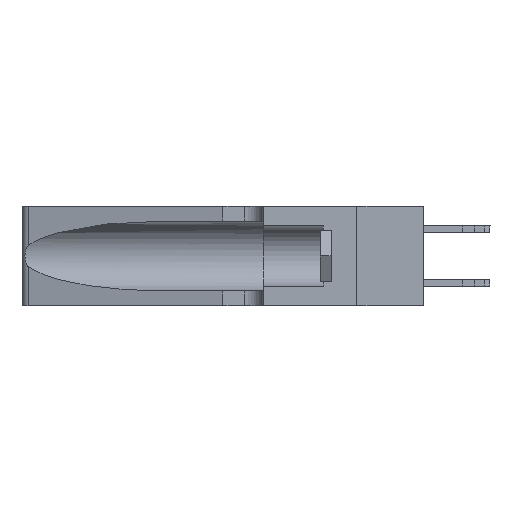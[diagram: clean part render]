
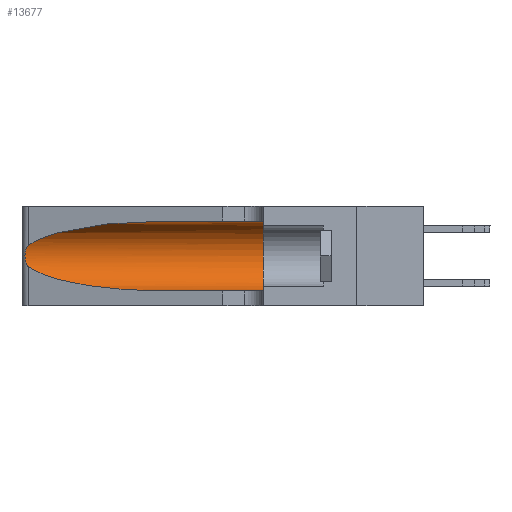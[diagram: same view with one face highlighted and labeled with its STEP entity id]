
A CAD part, left-side view. The second image highlights one B-rep face of the part: STEP entity #13677.
In plain terms, the highlighted cylindrical face has radius 3.308 mm (diameter 6.617 mm), a partial arc.
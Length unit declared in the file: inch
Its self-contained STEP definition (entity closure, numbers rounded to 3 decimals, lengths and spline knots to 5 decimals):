
#68 = AXIS2_PLACEMENT_3D ( 'NONE', #1849, #7355, #7608 ) ;
#624 = CARTESIAN_POINT ( 'NONE',  ( 0.25856, 1.23593, 0.16098 ) ) ;
#685 = CARTESIAN_POINT ( 'NONE',  ( 0.25555, 1.22994, 0.2215 ) ) ;
#746 = CARTESIAN_POINT ( 'NONE',  ( 0.25854, 1.2359, 0.20912 ) ) ;
#1326 = CARTESIAN_POINT ( 'NONE',  ( 0.1305, 0.72297, 0.31525 ) ) ;
#1849 = CARTESIAN_POINT ( 'NONE',  ( 0.1305, 0.35, 0.185 ) ) ;
#1996 = B_SPLINE_CURVE_WITH_KNOTS ( 'NONE', 3,
 ( #9468, #685, #8014, #13887, #746, #18030, #9339, #10944, #6626, #624, #10822, #2094, #12288, #5012 ),
 .UNSPECIFIED., .F., .F.,
 ( 4, 2, 2, 2, 2, 2, 4 ),
 ( 0., 0.00027, 0.00053, 0.00107, 0.0016, 0.00187, 0.00214 ),
 .UNSPECIFIED. ) ;
#2094 = CARTESIAN_POINT ( 'NONE',  ( 0.25639, 1.23186, 0.15144 ) ) ;
#2502 = DIRECTION ( 'NONE',  ( 0., -1., 0. ) ) ;
#2549 = ORIENTED_EDGE ( 'NONE', *, *, #15947, .T. ) ;
#2590 = AXIS2_PLACEMENT_3D ( 'NONE', #5275, #3943, #17040 ) ;
#3071 = EDGE_CURVE ( 'NONE', #13787, #7692, #4077, .T. ) ;
#3710 = CYLINDRICAL_SURFACE ( 'NONE', #2590, 0.13025 ) ;
#3943 = DIRECTION ( 'NONE',  ( 0., -1., 0. ) ) ;
#4077 = LINE ( 'NONE', #7986, #7737 ) ;
#5012 = CARTESIAN_POINT ( 'NONE',  ( 0.25487, 1.22718, 0.14631 ) ) ;
#5100 = CARTESIAN_POINT ( 'NONE',  ( 0.2373, 1.15595, 0.08982 ) ) ;
#5166 = CARTESIAN_POINT ( 'NONE',  ( 0.25487, 1.22718, 0.14631 ) ) ;
#5275 = CARTESIAN_POINT ( 'NONE',  ( 0.1305, 1.61858, 0.185 ) ) ;
#5865 = EDGE_CURVE ( 'NONE', #16779, #8041, #15764, .T. ) ;
#6236 = FACE_OUTER_BOUND ( 'NONE', #9819, .T. ) ;
#6590 = VERTEX_POINT ( 'NONE', #13824 ) ;
#6626 = CARTESIAN_POINT ( 'NONE',  ( 0.26017, 1.23833, 0.17102 ) ) ;
#6813 = ORIENTED_EDGE ( 'NONE', *, *, #5865, .T. ) ;
#7035 = CIRCLE ( 'NONE', #68, 0.13025 ) ;
#7114 = EDGE_CURVE ( 'NONE', #7692, #7560, #7035, .T. ) ;
#7355 = DIRECTION ( 'NONE',  ( 0., 1., 0. ) ) ;
#7560 = VERTEX_POINT ( 'NONE', #15483 ) ;
#7608 = DIRECTION ( 'NONE',  ( 0., 0., 1. ) ) ;
#7692 = VERTEX_POINT ( 'NONE', #16460 ) ;
#7737 = VECTOR ( 'NONE', #2502, 39.37008 ) ;
#7986 = CARTESIAN_POINT ( 'NONE',  ( 0.1305, 1.61858, 0.31525 ) ) ;
#8014 = CARTESIAN_POINT ( 'NONE',  ( 0.25639, 1.23184, 0.21858 ) ) ;
#8041 = VERTEX_POINT ( 'NONE', #8324 ) ;
#8324 = CARTESIAN_POINT ( 'NONE',  ( 0.1305, 0.72297, 0.05475 ) ) ;
#8327 = CARTESIAN_POINT ( 'NONE',  ( 0.1305, 1.61858, 0.05475 ) ) ;
#8584 = CARTESIAN_POINT ( 'NONE',  ( 0.18966, 0.96281, 0.31525 ) ) ;
#8867 =( BOUNDED_CURVE ( )  B_SPLINE_CURVE ( 3, ( #15885, #8584, #17338, #18729 ),
 .UNSPECIFIED., .F., .F. ) 
 B_SPLINE_CURVE_WITH_KNOTS ( ( 4, 4 ),
 ( 1.5708, 2.84003 ),
 .UNSPECIFIED. ) 
 CURVE ( )  GEOMETRIC_REPRESENTATION_ITEM ( )  RATIONAL_B_SPLINE_CURVE ( ( 1., 0.87, 0.87, 1. ) ) 
 REPRESENTATION_ITEM ( '' )  );
#9339 = CARTESIAN_POINT ( 'NONE',  ( 0.26075, 1.23896, 0.19203 ) ) ;
#9468 = CARTESIAN_POINT ( 'NONE',  ( 0.25487, 1.22718, 0.22369 ) ) ;
#9819 = EDGE_LOOP ( 'NONE', ( #2549, #12235, #6813, #14863, #9877, #15377 ) ) ;
#9877 = ORIENTED_EDGE ( 'NONE', *, *, #7114, .F. ) ;
#10199 = VECTOR ( 'NONE', #11375, 39.37008 ) ;
#10822 = CARTESIAN_POINT ( 'NONE',  ( 0.25789, 1.23486, 0.15765 ) ) ;
#10944 = CARTESIAN_POINT ( 'NONE',  ( 0.26075, 1.23896, 0.178 ) ) ;
#11375 = DIRECTION ( 'NONE',  ( 0., -1., 0. ) ) ;
#12235 = ORIENTED_EDGE ( 'NONE', *, *, #15814, .T. ) ;
#12288 = CARTESIAN_POINT ( 'NONE',  ( 0.25555, 1.22993, 0.14849 ) ) ;
#12509 = CARTESIAN_POINT ( 'NONE',  ( 0.1305, 0.72297, 0.05475 ) ) ;
#13677 = ADVANCED_FACE ( 'NONE', ( #6236 ), #3710, .F. ) ;
#13787 = VERTEX_POINT ( 'NONE', #1326 ) ;
#13824 = CARTESIAN_POINT ( 'NONE',  ( 0.25487, 1.22718, 0.22369 ) ) ;
#13887 = CARTESIAN_POINT ( 'NONE',  ( 0.25787, 1.23484, 0.2124 ) ) ;
#14863 = ORIENTED_EDGE ( 'NONE', *, *, #17960, .T. ) ;
#15289 = CARTESIAN_POINT ( 'NONE',  ( 0.18966, 0.96281, 0.05475 ) ) ;
#15377 = ORIENTED_EDGE ( 'NONE', *, *, #3071, .F. ) ;
#15483 = CARTESIAN_POINT ( 'NONE',  ( 0.1305, 0.35, 0.05475 ) ) ;
#15764 =( BOUNDED_CURVE ( )  B_SPLINE_CURVE ( 3, ( #5166, #5100, #15289, #12509 ),
 .UNSPECIFIED., .F., .F. ) 
 B_SPLINE_CURVE_WITH_KNOTS ( ( 4, 4 ),
 ( 3.44316, 4.71239 ),
 .UNSPECIFIED. ) 
 CURVE ( )  GEOMETRIC_REPRESENTATION_ITEM ( )  RATIONAL_B_SPLINE_CURVE ( ( 1., 0.87, 0.87, 1. ) ) 
 REPRESENTATION_ITEM ( '' )  );
#15814 = EDGE_CURVE ( 'NONE', #6590, #16779, #1996, .T. ) ;
#15885 = CARTESIAN_POINT ( 'NONE',  ( 0.1305, 0.72297, 0.31525 ) ) ;
#15947 = EDGE_CURVE ( 'NONE', #13787, #6590, #8867, .T. ) ;
#16183 = CARTESIAN_POINT ( 'NONE',  ( 0.25487, 1.22718, 0.14631 ) ) ;
#16460 = CARTESIAN_POINT ( 'NONE',  ( 0.1305, 0.35, 0.31525 ) ) ;
#16779 = VERTEX_POINT ( 'NONE', #16183 ) ;
#17040 = DIRECTION ( 'NONE',  ( 0., 0., -1. ) ) ;
#17338 = CARTESIAN_POINT ( 'NONE',  ( 0.2373, 1.15595, 0.28018 ) ) ;
#17881 = LINE ( 'NONE', #8327, #10199 ) ;
#17960 = EDGE_CURVE ( 'NONE', #8041, #7560, #17881, .T. ) ;
#18030 = CARTESIAN_POINT ( 'NONE',  ( 0.26018, 1.23835, 0.19895 ) ) ;
#18729 = CARTESIAN_POINT ( 'NONE',  ( 0.25487, 1.22718, 0.22369 ) ) ;
